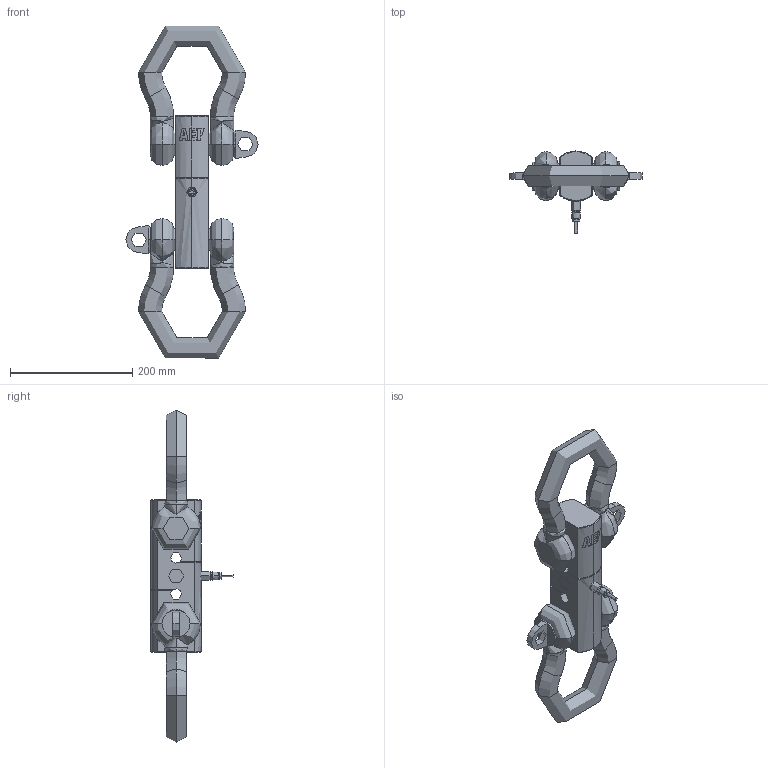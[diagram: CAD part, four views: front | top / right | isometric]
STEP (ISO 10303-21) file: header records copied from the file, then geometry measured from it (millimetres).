
FILE_DESCRIPTION(('STEP AP214'),'1');
FILE_NAME('T20 15t and 20t with shackles.stp','2015-05-18T15:14:48',(' '),(' '),'Spatial InterOp 3D',' ',' ');
FILE_SCHEMA(('automotive_design'));
Length unit declared in the file: millimetre
Products named in the file (4): T20 15t and 20t with shackles; Shackle1; Shackle2
Assembly tree (3 placements, depth 2):
  T20 15t and 20t with shackles
    T20 15t and 20t with shackles
    Shackle1
    Shackle2
Bounding box: 216 x 134.04 x 542.55 mm (x, y, z)
Volume: 1695708.6 mm3
Topology: 2 solids, 16 shells, 213 faces, 537 edges, 347 vertices
Faces by surface type: plane 74, cylinder 62, torus 50, cone 18, bspline 9
Entity records: 9010 total; most frequent: CARTESIAN_POINT 1991, DIRECTION 1202, ORIENTED_EDGE 1046, EDGE_CURVE 523, AXIS2_PLACEMENT_3D 505, VERTEX_POINT 323, CIRCLE 275, EDGE_LOOP 232
